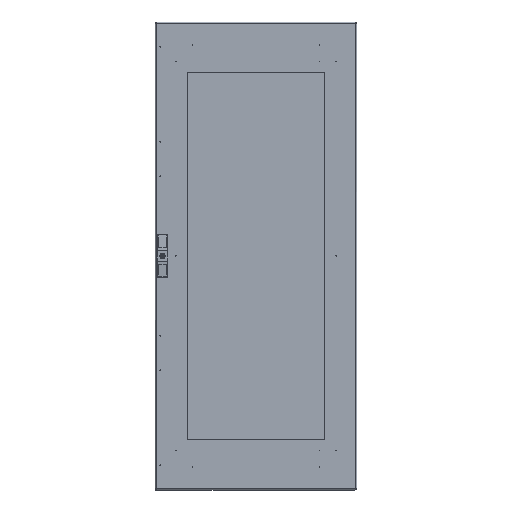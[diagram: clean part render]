
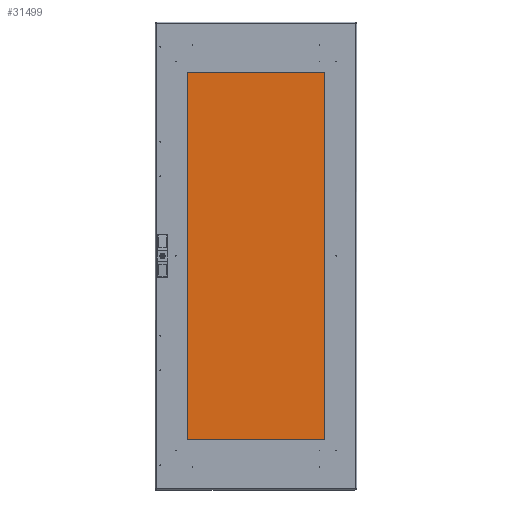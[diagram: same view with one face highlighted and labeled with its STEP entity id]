
A CAD part, top view. The second image highlights one B-rep face of the part: STEP entity #31499.
In plain terms, the highlighted planar face has unit normal (0, 0, 1).
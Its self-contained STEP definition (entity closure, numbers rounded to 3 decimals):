
#96 = DIRECTION ( 'NONE',  ( 0., 1., 0. ) ) ;
#471 = CARTESIAN_POINT ( 'NONE',  ( -223.5, -565., 4. ) ) ;
#934 = CARTESIAN_POINT ( 'NONE',  ( -224.5, 565., 4. ) ) ;
#1306 = CARTESIAN_POINT ( 'NONE',  ( 0., 0., 4. ) ) ;
#3466 = EDGE_LOOP ( 'NONE', ( #27054, #38750, #30792, #22187 ) ) ;
#4849 = AXIS2_PLACEMENT_3D ( 'NONE', #1306, #11851, #36338 ) ;
#5898 = LINE ( 'NONE', #39292, #29562 ) ;
#6456 = VECTOR ( 'NONE', #18837, 1000. ) ;
#6508 = VERTEX_POINT ( 'NONE', #31042 ) ;
#6760 = EDGE_CURVE ( 'NONE', #40202, #45452, #11415, .T. ) ;
#10913 = VECTOR ( 'NONE', #26694, 1000. ) ;
#10933 = EDGE_CURVE ( 'NONE', #45452, #32188, #12000, .T. ) ;
#11415 = LINE ( 'NONE', #934, #6456 ) ;
#11851 = DIRECTION ( 'NONE',  ( 0., 0., 1. ) ) ;
#12000 = LINE ( 'NONE', #23022, #10913 ) ;
#12027 = EDGE_CURVE ( 'NONE', #6508, #40202, #5898, .T. ) ;
#13746 = CARTESIAN_POINT ( 'NONE',  ( 223.5, 565., 4. ) ) ;
#17916 = LINE ( 'NONE', #34423, #42182 ) ;
#18837 = DIRECTION ( 'NONE',  ( -1., 0., 0. ) ) ;
#22187 = ORIENTED_EDGE ( 'NONE', *, *, #10933, .T. ) ;
#23022 = CARTESIAN_POINT ( 'NONE',  ( -223.5, -566., 4. ) ) ;
#23988 = DIRECTION ( 'NONE',  ( 1., 0., 0. ) ) ;
#26635 = FACE_OUTER_BOUND ( 'NONE', #3466, .T. ) ;
#26694 = DIRECTION ( 'NONE',  ( 0., -1., 0. ) ) ;
#27054 = ORIENTED_EDGE ( 'NONE', *, *, #29584, .T. ) ;
#29562 = VECTOR ( 'NONE', #96, 1000. ) ;
#29584 = EDGE_CURVE ( 'NONE', #32188, #6508, #17916, .T. ) ;
#30792 = ORIENTED_EDGE ( 'NONE', *, *, #6760, .T. ) ;
#31042 = CARTESIAN_POINT ( 'NONE',  ( 223.5, -565., 4. ) ) ;
#31499 = ADVANCED_FACE ( 'NONE', ( #26635 ), #33077, .T. ) ;
#32188 = VERTEX_POINT ( 'NONE', #471 ) ;
#33077 = PLANE ( 'NONE',  #4849 ) ;
#34423 = CARTESIAN_POINT ( 'NONE',  ( 224.5, -565., 4. ) ) ;
#35834 = CARTESIAN_POINT ( 'NONE',  ( -223.5, 565., 4. ) ) ;
#36338 = DIRECTION ( 'NONE',  ( 1., 0., 0. ) ) ;
#38750 = ORIENTED_EDGE ( 'NONE', *, *, #12027, .T. ) ;
#39292 = CARTESIAN_POINT ( 'NONE',  ( 223.5, 566., 4. ) ) ;
#40202 = VERTEX_POINT ( 'NONE', #13746 ) ;
#42182 = VECTOR ( 'NONE', #23988, 1000. ) ;
#45452 = VERTEX_POINT ( 'NONE', #35834 ) ;
